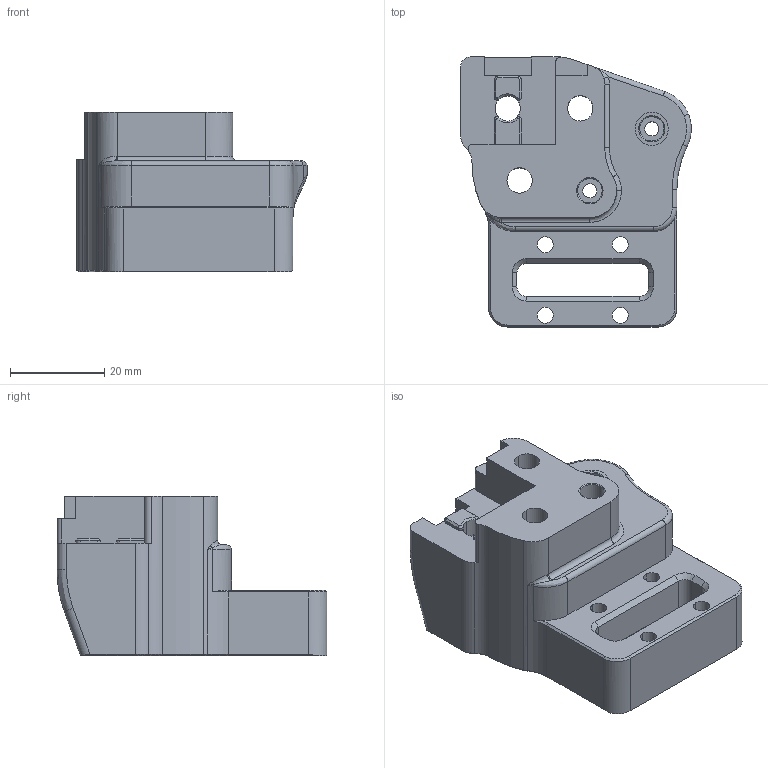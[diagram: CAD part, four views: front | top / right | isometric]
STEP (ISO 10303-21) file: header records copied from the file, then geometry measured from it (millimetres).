
FILE_DESCRIPTION (( 'STEP AP214' ), '1' );
FILE_NAME ('XY JOINT 2 BOT MGN9.STEP', '2020-12-22T23:01:56', ( '' ), ( '' ), 'SwSTEP 2.0', 'SolidWorks 2014', '' );
FILE_SCHEMA (( 'AUTOMOTIVE_DESIGN' ));
Length unit declared in the file: millimetre
Products named in the file (2): XY JOINT 2 BOT MGN9
Bounding box: 49.02 x 57.4 x 34 mm (x, y, z)
Volume: 46020.4 mm3; surface area: 13257.4 mm2
Topology: 1 solids, 1 shells, 233 faces, 596 edges, 364 vertices
Faces by surface type: plane 96, cylinder 66, cone 51, bspline 20
Entity records: 10171 total; most frequent: CARTESIAN_POINT 2151, ORIENTED_EDGE 1186, DIRECTION 1169, EDGE_CURVE 593, AXIS2_PLACEMENT_3D 424, VERTEX_POINT 364, VECTOR 321, LINE 321
